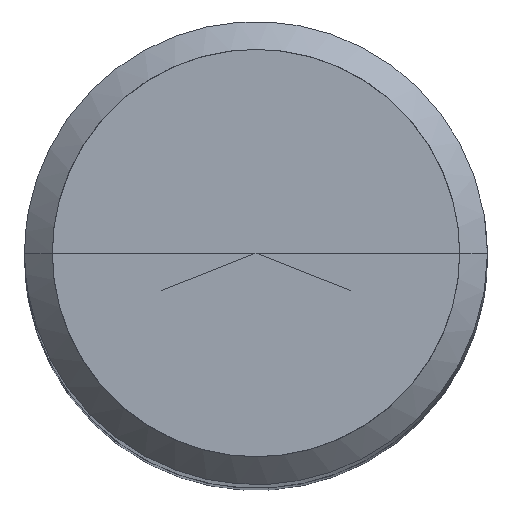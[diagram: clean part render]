
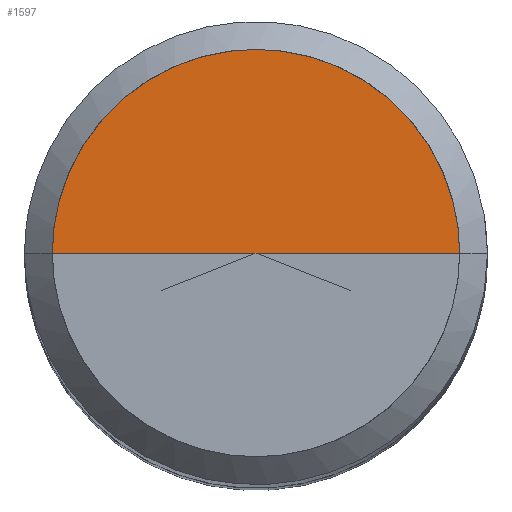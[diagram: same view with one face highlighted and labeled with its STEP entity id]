
A CAD part, top view. The second image highlights one B-rep face of the part: STEP entity #1597.
In plain terms, the highlighted free-form (B-spline) face has degree [1, 2] with [2, 5] control points.
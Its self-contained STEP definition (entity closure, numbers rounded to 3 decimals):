
#1290=CARTESIAN_POINT('',(4.4,0.0,39.85));
#1291=CARTESIAN_POINT('',(4.4,4.4,39.85));
#1292=CARTESIAN_POINT('',(0.0,4.4,39.85));
#1293=CARTESIAN_POINT('',(-4.4,4.4,39.85));
#1294=CARTESIAN_POINT('',(-4.4,0.0,39.85));
#1295=CARTESIAN_POINT('',(0.0,0.0,39.85));
#1582=(
BOUNDED_SURFACE()
B_SPLINE_SURFACE(1,2,(
(#1290,#1291,#1292,#1293,#1294),
(#1295,#1295,#1295,#1295,#1295)
), .UNSPECIFIED.,.F.,.F.,.F.)
B_SPLINE_SURFACE_WITH_KNOTS((2,2),(3,2,3),(
0.0,1.0),(
0.0,0.5,1.0), .UNSPECIFIED.)
GEOMETRIC_REPRESENTATION_ITEM()
RATIONAL_B_SPLINE_SURFACE(((1.0,0.707,1.0,0.707,1.0),
(1.0,0.707,1.0,0.707,1.0)
))
REPRESENTATION_ITEM('')
SURFACE()
);
#1583=(
BOUNDED_CURVE()
B_SPLINE_CURVE(1,(#1295,#1290),.UNSPECIFIED.,.F.,.F.)
B_SPLINE_CURVE_WITH_KNOTS((2,2),
(0.0,1.0),.UNSPECIFIED.)
CURVE()
GEOMETRIC_REPRESENTATION_ITEM()
RATIONAL_B_SPLINE_CURVE((1.0,1.0))
REPRESENTATION_ITEM('')
);
#1584=(
BOUNDED_CURVE()
B_SPLINE_CURVE(2,(#1290,#1291,#1292,#1293,#1294),.UNSPECIFIED.,.F.,.F.)
B_SPLINE_CURVE_WITH_KNOTS((3,2,3),
(0.0,0.5,1.0),.UNSPECIFIED.)
CURVE()
GEOMETRIC_REPRESENTATION_ITEM()
RATIONAL_B_SPLINE_CURVE((1.0,0.707,1.0,0.707,1.0))
REPRESENTATION_ITEM('')
);
#1585=(
BOUNDED_CURVE()
B_SPLINE_CURVE(1,(#1294,#1295),.UNSPECIFIED.,.F.,.F.)
B_SPLINE_CURVE_WITH_KNOTS((2,2),
(0.0,1.0),.UNSPECIFIED.)
CURVE()
GEOMETRIC_REPRESENTATION_ITEM()
RATIONAL_B_SPLINE_CURVE((1.0,1.0))
REPRESENTATION_ITEM('')
);
#1586=VERTEX_POINT('',#1290);
#1587=VERTEX_POINT('',#1294);
#1588=VERTEX_POINT('',#1295);
#1589=EDGE_CURVE('',#1588,#1586,#1583,.T.);
#1590=EDGE_CURVE('',#1586,#1587,#1584,.T.);
#1591=EDGE_CURVE('',#1587,#1588,#1585,.T.);
#1592=ORIENTED_EDGE('',*,*,#1589,.T.);
#1593=ORIENTED_EDGE('',*,*,#1590,.T.);
#1594=ORIENTED_EDGE('',*,*,#1591,.T.);
#1595=EDGE_LOOP('',(#1592,#1593,#1594));
#1596=FACE_OUTER_BOUND('',#1595,.T.);
#1597=ADVANCED_FACE('',(#1596),#1582,.T.);
